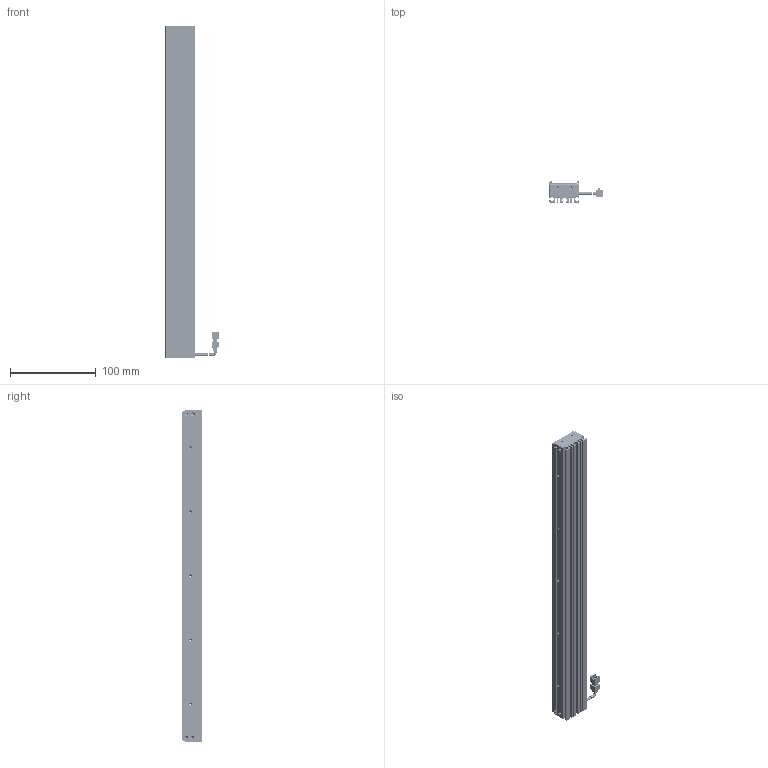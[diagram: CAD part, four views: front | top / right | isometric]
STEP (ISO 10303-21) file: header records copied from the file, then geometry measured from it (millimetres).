
FILE_DESCRIPTION (( 'STEP AP214' ), '1' );
FILE_NAME ('660116-G.STEP', '2019-03-19T07:27:26', ( '' ), ( '' ), 'SwSTEP 2.0', 'SolidWorks 2016', '' );
FILE_SCHEMA (( 'AUTOMOTIVE_DESIGN' ));
Length unit declared in the file: millimetre
Products named in the file (1): 660116-G
Bounding box: 62 x 24 x 388 mm (x, y, z)
Volume: 166013.4 mm3; surface area: 192035.1 mm2
Topology: 9 solids, 9 shells, 3090 faces, 8256 edges, 5178 vertices
Faces by surface type: cylinder 1783, plane 746, bspline 481, cone 80
Entity records: 131391 total; most frequent: CARTESIAN_POINT 23140, DIRECTION 16946, ORIENTED_EDGE 14776, EDGE_CURVE 7388, AXIS2_PLACEMENT_3D 7112, VERTEX_POINT 5178, CIRCLE 4502, EDGE_LOOP 3992
